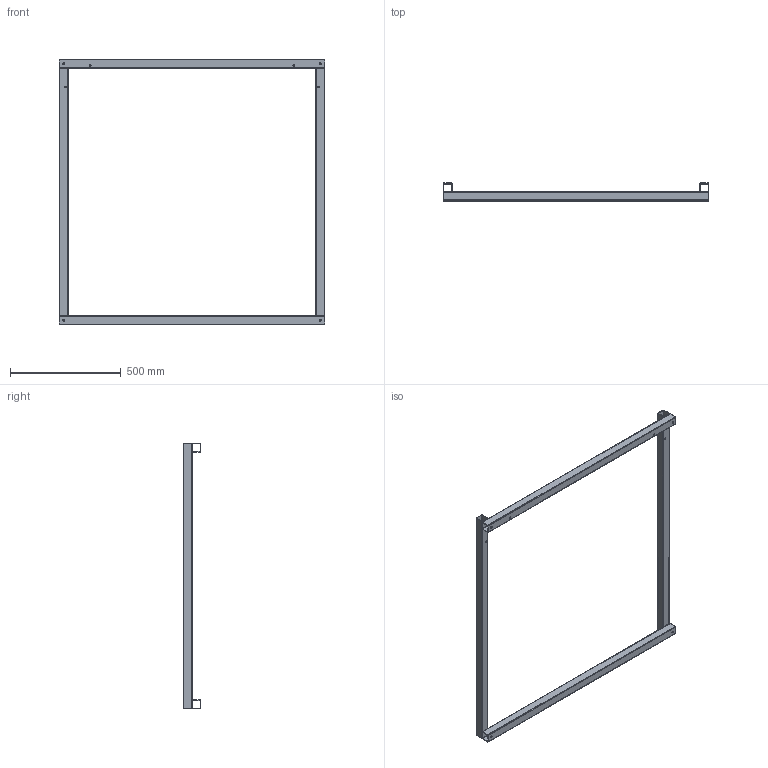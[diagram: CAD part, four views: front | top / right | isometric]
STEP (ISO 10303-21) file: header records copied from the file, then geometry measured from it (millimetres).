
FILE_DESCRIPTION (( 'STEP AP214' ), '1' );
FILE_NAME ('Frame.STEP', '2015-10-26T08:14:33', ( '' ), ( '' ), 'SwSTEP 2.0', 'SolidWorks 2015', '' );
FILE_SCHEMA (( 'AUTOMOTIVE_DESIGN' ));
Length unit declared in the file: millimetre
Products named in the file (4): Beam Y; Beam X2; Beam X1; Frame
Assembly tree (4 placements, depth 2):
  Frame
    Beam X1
    Beam X2
    Beam Y  x2
Bounding box: 1200 x 80 x 1200 mm (x, y, z)
Volume: 2091527.8 mm3; surface area: 1394846.2 mm2
Topology: 4 solids, 4 shells, 120 faces, 336 edges, 224 vertices
Faces by surface type: cylinder 80, plane 40
Entity records: 3202 total; most frequent: DIRECTION 566, CARTESIAN_POINT 517, ORIENTED_EDGE 504, EDGE_CURVE 252, AXIS2_PLACEMENT_3D 217, VERTEX_POINT 168, VECTOR 132, LINE 132
